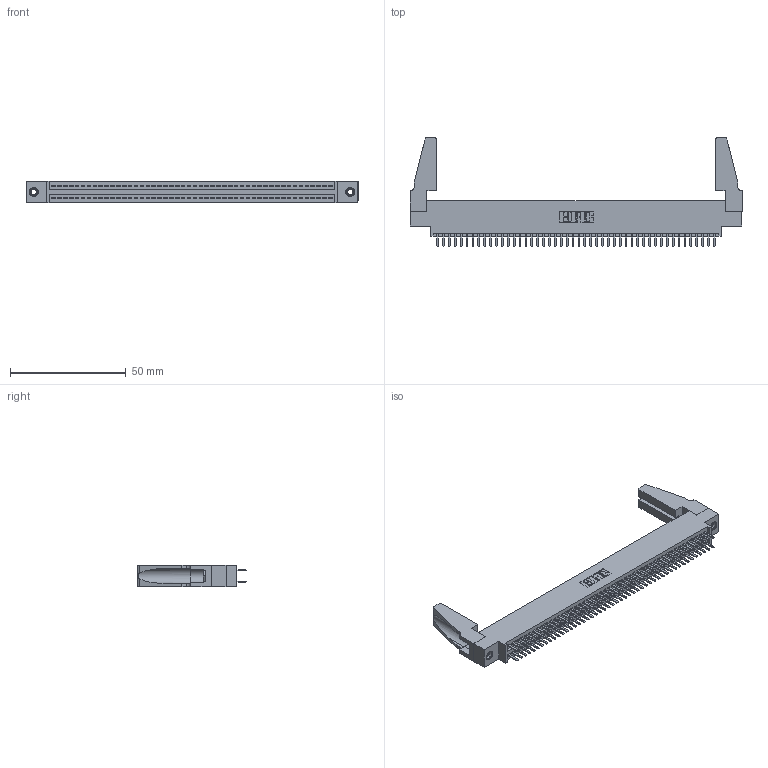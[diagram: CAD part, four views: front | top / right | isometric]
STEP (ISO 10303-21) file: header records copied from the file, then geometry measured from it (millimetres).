
FILE_DESCRIPTION (( 'STEP AP203' ), '1' );
FILE_NAME ('395-096-520-888.STEP', '2019-10-25T23:50:57', ( '' ), ( '' ), 'SwSTEP 2.0', 'SolidWorks 2016', '' );
FILE_SCHEMA (( 'CONFIG_CONTROL_DESIGN' ));
Length unit declared in the file: inch
Products named in the file (5): 395-096-520-888; 345 Part_0.170 Offset - 0.156 Dia-TH; 345-292-001_345-293-120; 345-250-001_345-250-001-102; 345-220-078_345-220-088
Assembly tree (101 placements, depth 2):
  395-096-520-888
    345 Part_0.170 Offset - 0.156 Dia-TH
    345-292-001_345-293-120  x96
    345-250-001_345-250-001-102  x2
    345-220-078_345-220-088  x2
Bounding box: 143.15 x 46.86 x 9.4 mm (x, y, z)
Volume: 17058.7 mm3; surface area: 23700 mm2
Topology: 101 solids, 101 shells, 5438 faces, 15739 edges, 10226 vertices
Faces by surface type: plane 3516, cylinder 1906, cone 12, torus 4
Entity records: 39248 total; most frequent: CARTESIAN_POINT 6582, ORIENTED_EDGE 6464, DIRECTION 5788, EDGE_CURVE 3232, LINE 2862, VECTOR 2862, VERTEX_POINT 2146, AXIS2_PLACEMENT_3D 1463
